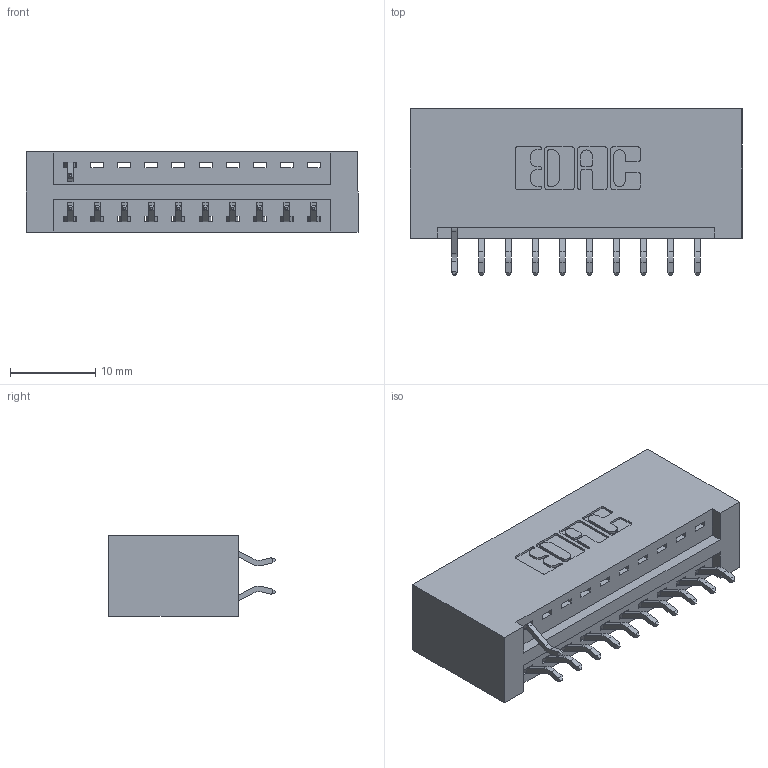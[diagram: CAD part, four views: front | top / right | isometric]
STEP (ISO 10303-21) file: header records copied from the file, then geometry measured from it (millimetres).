
FILE_DESCRIPTION (( 'STEP AP203' ), '1' );
FILE_NAME ('346-020-556-201.STEP', '2018-08-20T22:00:30', ( '' ), ( '' ), 'SwSTEP 2.0', 'SolidWorks 2016', '' );
FILE_SCHEMA (( 'CONFIG_CONTROL_DESIGN' ));
Length unit declared in the file: inch
Products named in the file (3): 346 Part_No Mounting Lugs; 345-292-001_556 Tail; 346-020-556-201
Assembly tree (12 placements, depth 2):
  346-020-556-201
    346 Part_No Mounting Lugs
    345-292-001_556 Tail  x11
Bounding box: 38.99 x 19.57 x 9.4 mm (x, y, z)
Volume: 4045.2 mm3; surface area: 4743.4 mm2
Topology: 12 solids, 12 shells, 806 faces, 2397 edges, 1582 vertices
Faces by surface type: plane 546, cylinder 260
Entity records: 10489 total; most frequent: CARTESIAN_POINT 1823, ORIENTED_EDGE 1754, DIRECTION 1631, EDGE_CURVE 877, LINE 705, VECTOR 705, VERTEX_POINT 582, AXIS2_PLACEMENT_3D 463
